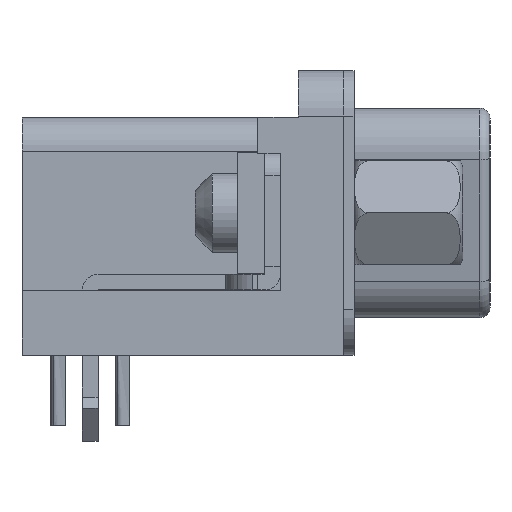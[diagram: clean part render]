
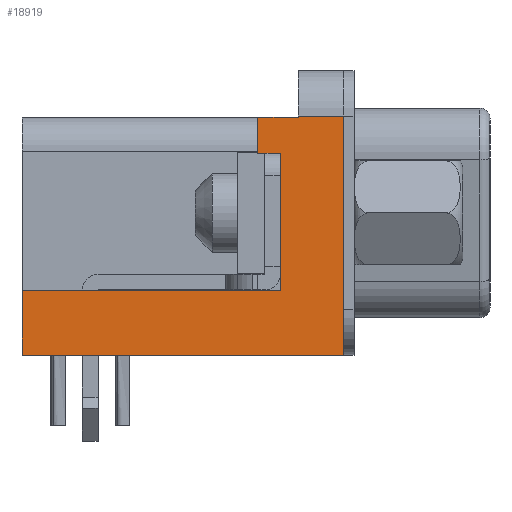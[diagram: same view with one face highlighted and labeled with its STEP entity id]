
A CAD part, left-side view. The second image highlights one B-rep face of the part: STEP entity #18919.
In plain terms, the highlighted planar face has unit normal (-1, 0, 0).
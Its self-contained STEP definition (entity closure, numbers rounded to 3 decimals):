
#892=LINE('',#26996,#3098);
#1534=LINE('',#28366,#3740);
#1561=LINE('',#28418,#3767);
#1568=LINE('',#28435,#3774);
#1575=LINE('',#28455,#3781);
#1576=LINE('',#28457,#3782);
#1577=LINE('',#28459,#3783);
#1578=LINE('',#28461,#3784);
#1579=LINE('',#28463,#3785);
#1580=LINE('',#28464,#3786);
#3098=VECTOR('',#21698,1000.);
#3740=VECTOR('',#22690,1000.);
#3767=VECTOR('',#22735,1000.);
#3774=VECTOR('',#22750,1000.);
#3781=VECTOR('',#22769,1000.);
#3782=VECTOR('',#22770,1000.);
#3783=VECTOR('',#22771,1000.);
#3784=VECTOR('',#22772,1000.);
#3785=VECTOR('',#22773,1000.);
#3786=VECTOR('',#22774,1000.);
#6248=ORIENTED_EDGE('',*,*,#10767,.T.);
#6249=ORIENTED_EDGE('',*,*,#11517,.T.);
#6250=ORIENTED_EDGE('',*,*,#11518,.T.);
#6251=ORIENTED_EDGE('',*,*,#11519,.T.);
#6252=ORIENTED_EDGE('',*,*,#11520,.T.);
#6253=ORIENTED_EDGE('',*,*,#11521,.F.);
#6254=ORIENTED_EDGE('',*,*,#11497,.T.);
#6255=ORIENTED_EDGE('',*,*,#11522,.T.);
#6256=ORIENTED_EDGE('',*,*,#11470,.T.);
#6257=ORIENTED_EDGE('',*,*,#11507,.T.);
#10767=EDGE_CURVE('',#13490,#13489,#892,.T.);
#11470=EDGE_CURVE('',#14043,#14042,#1534,.T.);
#11497=EDGE_CURVE('',#14056,#14058,#1561,.T.);
#11507=EDGE_CURVE('',#14042,#13490,#1568,.T.);
#11517=EDGE_CURVE('',#13489,#14072,#1575,.T.);
#11518=EDGE_CURVE('',#14072,#14073,#1576,.T.);
#11519=EDGE_CURVE('',#14073,#14074,#1577,.T.);
#11520=EDGE_CURVE('',#14074,#14075,#1578,.T.);
#11521=EDGE_CURVE('',#14056,#14075,#1579,.T.);
#11522=EDGE_CURVE('',#14058,#14043,#1580,.T.);
#13489=VERTEX_POINT('',#26995);
#13490=VERTEX_POINT('',#26997);
#14042=VERTEX_POINT('',#28365);
#14043=VERTEX_POINT('',#28367);
#14056=VERTEX_POINT('',#28413);
#14058=VERTEX_POINT('',#28417);
#14072=VERTEX_POINT('',#28456);
#14073=VERTEX_POINT('',#28458);
#14074=VERTEX_POINT('',#28460);
#14075=VERTEX_POINT('',#28462);
#15754=EDGE_LOOP('',(#6248,#6249,#6250,#6251,#6252,#6253,#6254,#6255,#6256,
#6257));
#17050=FACE_BOUND('',#15754,.T.);
#18266=PLANE('',#20321);
#18919=ADVANCED_FACE('',(#17050),#18266,.T.);
#20321=AXIS2_PLACEMENT_3D('',#28454,#22767,#22768);
#21698=DIRECTION('',(0.,0.,1.));
#22690=DIRECTION('',(0.,0.,-1.));
#22735=DIRECTION('',(0.,0.,-1.));
#22750=DIRECTION('',(0.,-1.,0.));
#22767=DIRECTION('',(-1.,0.,0.));
#22768=DIRECTION('',(0.,0.,1.));
#22769=DIRECTION('',(0.,1.,0.));
#22770=DIRECTION('',(0.,0.,-1.));
#22771=DIRECTION('',(0.,1.,0.));
#22772=DIRECTION('',(0.,0.,-1.));
#22773=DIRECTION('',(0.,1.,0.));
#22774=DIRECTION('',(0.,1.,0.));
#26995=CARTESIAN_POINT('',(-34.66,-7.1,4.275));
#26996=CARTESIAN_POINT('',(-34.66,-7.1,-6.275));
#26997=CARTESIAN_POINT('',(-34.66,-7.1,-6.275));
#28365=CARTESIAN_POINT('',(-34.66,7.1,-6.275));
#28366=CARTESIAN_POINT('',(-34.66,7.1,4.225));
#28367=CARTESIAN_POINT('',(-34.66,7.1,-3.425));
#28413=CARTESIAN_POINT('',(-34.66,-4.3,2.625));
#28417=CARTESIAN_POINT('',(-34.66,-4.3,-3.425));
#28418=CARTESIAN_POINT('',(-34.66,-4.3,2.625));
#28435=CARTESIAN_POINT('',(-34.66,7.1,-6.275));
#28454=CARTESIAN_POINT('',(-34.66,0.,0.));
#28455=CARTESIAN_POINT('',(-34.66,0.,4.275));
#28456=CARTESIAN_POINT('',(-34.66,-5.1,4.275));
#28457=CARTESIAN_POINT('',(-34.66,-5.1,6.275));
#28458=CARTESIAN_POINT('',(-34.66,-5.1,4.225));
#28459=CARTESIAN_POINT('',(-34.66,-5.1,4.225));
#28460=CARTESIAN_POINT('',(-34.66,-3.3,4.225));
#28461=CARTESIAN_POINT('',(-34.66,-3.3,4.225));
#28462=CARTESIAN_POINT('',(-34.66,-3.3,2.625));
#28463=CARTESIAN_POINT('',(-34.66,-4.3,2.625));
#28464=CARTESIAN_POINT('',(-34.66,-3.3,-3.425));
